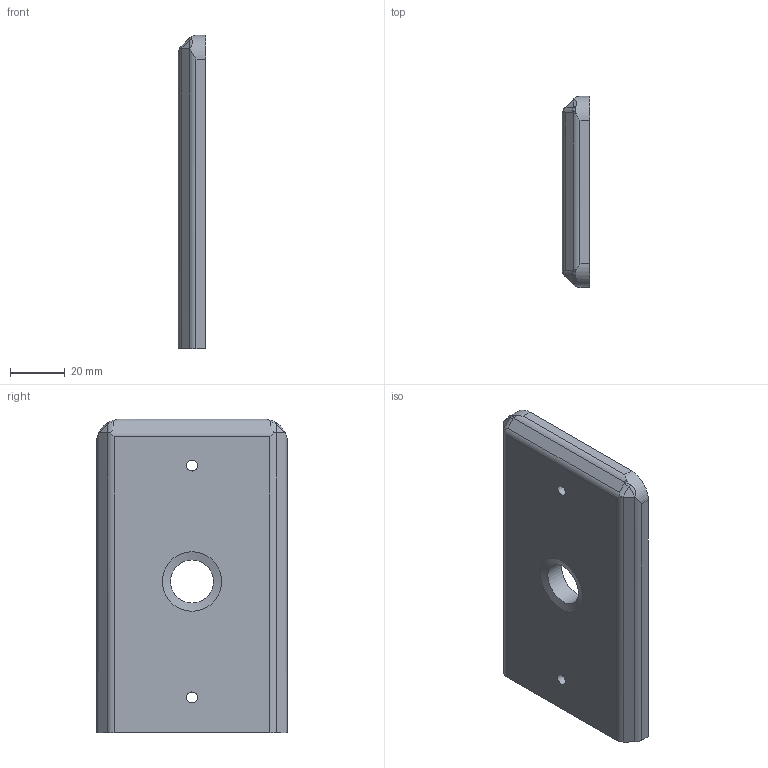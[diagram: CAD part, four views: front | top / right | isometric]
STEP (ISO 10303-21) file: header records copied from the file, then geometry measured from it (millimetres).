
FILE_DESCRIPTION(/* description */ (''),/* implementation_level */ '2;1');
FILE_NAME(/* name */ 'Faceplate v1.step',/* time_stamp */ '2024-06-29T21:55:41-04:00',/* author */ (''),/* organization */ (''),/* preprocessor_version */ 'ST-DEVELOPER v20',/* originating_system */ 'Autodesk Translation Framework v13.14.0.145',/* authorisation */ '');
FILE_SCHEMA (('AUTOMOTIVE_DESIGN { 1 0 10303 214 3 1 1 }'));
Length unit declared in the file: millimetre
Products named in the file (1): Faceplate
Bounding box: 10 x 70 x 115 mm (x, y, z)
Volume: 64706.3 mm3; surface area: 19354.6 mm2
Topology: 1 solids, 1 shells, 42 faces, 110 edges, 71 vertices
Faces by surface type: plane 20, cylinder 17, sphere 4, cone 1
Full cylindrical faces by diameter (mm): 4 x2, 15.8 x1
Entity records: 1386 total; most frequent: CARTESIAN_POINT 308, ORIENTED_EDGE 220, DIRECTION 211, EDGE_CURVE 110, AXIS2_PLACEMENT_3D 74, VERTEX_POINT 71, LINE 63, VECTOR 63
